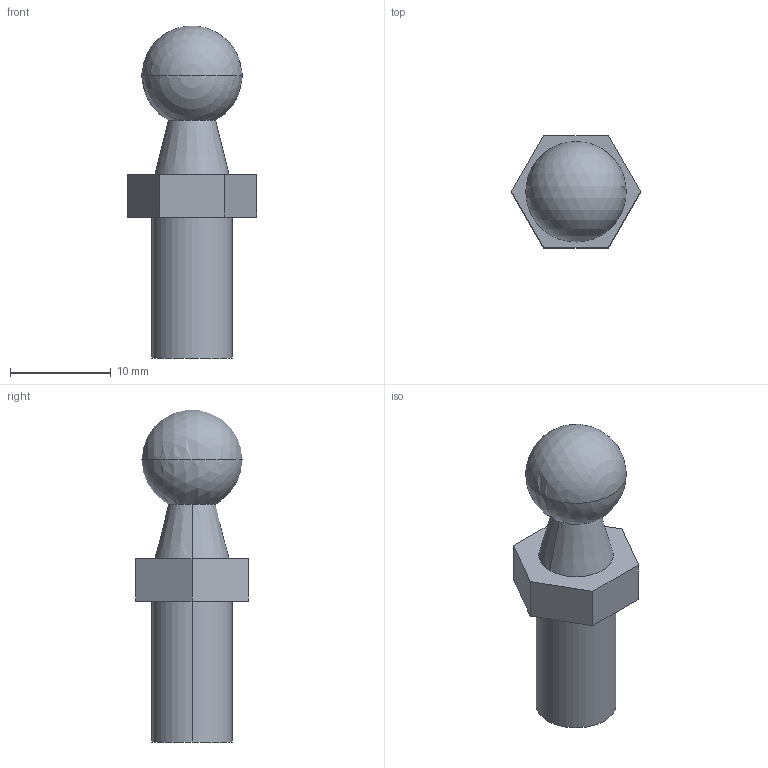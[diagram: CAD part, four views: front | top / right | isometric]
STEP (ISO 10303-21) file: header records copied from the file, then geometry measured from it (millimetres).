
FILE_DESCRIPTION((''),'2;1');
FILE_NAME('ballstud.stp','2004-01-09T20:43:20',('Administrator'),(''),'Autodesk Inventor (tm) 5.0','Autodesk Inventor (tm) 5.0','');
FILE_SCHEMA(('CONFIG_CONTROL_DESIGN'));
Length unit declared in the file: inch
Products named in the file (1): ballstud
Bounding box: 12.82 x 11.1 x 32.89 mm (x, y, z)
Volume: 1803.9 mm3; surface area: 1078.1 mm2
Topology: 1 solids, 1 shells, 15 faces, 36 edges, 22 vertices
Faces by surface type: plane 9, cylinder 2, sphere 2, cone 2
Entity records: 499 total; most frequent: DIRECTION 72, CARTESIAN_POINT 68, ORIENTED_EDGE 62, EDGE_CURVE 31, AXIS2_PLACEMENT_3D 25, VECTOR 22, LINE 22, VERTEX_POINT 21
